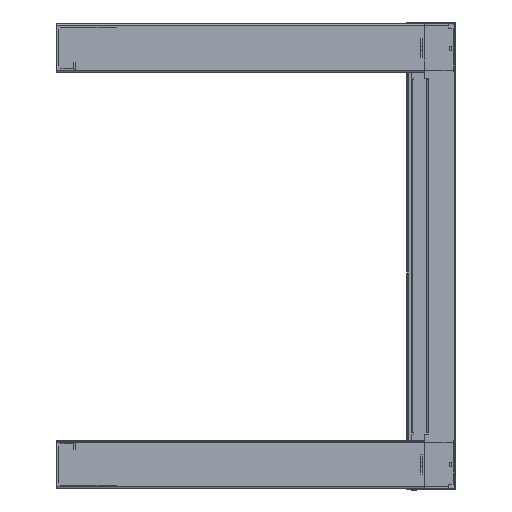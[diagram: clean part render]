
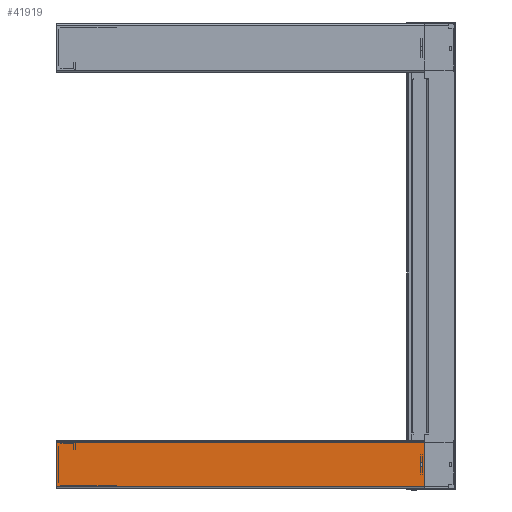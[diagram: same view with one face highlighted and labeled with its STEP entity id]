
A CAD part, front view. The second image highlights one B-rep face of the part: STEP entity #41919.
In plain terms, the highlighted planar face has unit normal (0, -1, 0).
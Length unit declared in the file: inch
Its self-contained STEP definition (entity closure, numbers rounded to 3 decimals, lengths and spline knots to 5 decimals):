
#612 = DIRECTION ( 'NONE',  ( 0., 0., -1. ) ) ;
#1072 = CARTESIAN_POINT ( 'NONE',  ( -0.98425, 0., 8.83858 ) ) ;
#1131 = VERTEX_POINT ( 'NONE', #28682 ) ;
#1368 = EDGE_CURVE ( 'NONE', #43289, #42627, #3635, .T. ) ;
#1375 = VECTOR ( 'NONE', #21686, 39.37008 ) ;
#2439 = VECTOR ( 'NONE', #28274, 39.37008 ) ;
#3635 = LINE ( 'NONE', #7725, #2439 ) ;
#3824 = ORIENTED_EDGE ( 'NONE', *, *, #55444, .F. ) ;
#3900 = CARTESIAN_POINT ( 'NONE',  ( 1.08268, 0., 8.83858 ) ) ;
#5500 = VERTEX_POINT ( 'NONE', #7981 ) ;
#6122 = EDGE_CURVE ( 'NONE', #57496, #39442, #13703, .T. ) ;
#7131 = VERTEX_POINT ( 'NONE', #46299 ) ;
#7725 = CARTESIAN_POINT ( 'NONE',  ( 1.08268, 0., 8.83858 ) ) ;
#7981 = CARTESIAN_POINT ( 'NONE',  ( 0.08858, 0., 7.37205 ) ) ;
#8534 = VECTOR ( 'NONE', #47457, 39.37008 ) ;
#8653 = CARTESIAN_POINT ( 'NONE',  ( -0.08858, 0., 8.83858 ) ) ;
#10262 = ORIENTED_EDGE ( 'NONE', *, *, #43987, .F. ) ;
#10610 = VERTEX_POINT ( 'NONE', #26046 ) ;
#11671 = LINE ( 'NONE', #32223, #38091 ) ;
#11772 = VERTEX_POINT ( 'NONE', #47232 ) ;
#12206 = DIRECTION ( 'NONE',  ( -1., 0., 0. ) ) ;
#12991 = CARTESIAN_POINT ( 'NONE',  ( -0.08858, 0., 7.37205 ) ) ;
#13703 = LINE ( 'NONE', #8653, #23241 ) ;
#15581 = DIRECTION ( 'NONE',  ( 0., 0., 1. ) ) ;
#15914 = LINE ( 'NONE', #21959, #22903 ) ;
#16440 = ORIENTED_EDGE ( 'NONE', *, *, #1368, .F. ) ;
#17073 = CARTESIAN_POINT ( 'NONE',  ( 1.08268, 0., 8.64173 ) ) ;
#17997 = LINE ( 'NONE', #48404, #26121 ) ;
#18093 = DIRECTION ( 'NONE',  ( 0., 0., -1. ) ) ;
#18426 = EDGE_CURVE ( 'NONE', #10610, #38708, #39823, .T. ) ;
#20771 = DIRECTION ( 'NONE',  ( 1., 0., 0. ) ) ;
#21160 = CARTESIAN_POINT ( 'NONE',  ( 0.88583, 0., 8.83858 ) ) ;
#21686 = DIRECTION ( 'NONE',  ( 0., 0., 1. ) ) ;
#21959 = CARTESIAN_POINT ( 'NONE',  ( 0.08858, 0., 8.83858 ) ) ;
#22903 = VECTOR ( 'NONE', #15581, 39.37008 ) ;
#23207 = ORIENTED_EDGE ( 'NONE', *, *, #44595, .F. ) ;
#23241 = VECTOR ( 'NONE', #18093, 39.37008 ) ;
#23974 = LINE ( 'NONE', #60423, #51673 ) ;
#24058 = VECTOR ( 'NONE', #47188, 39.37008 ) ;
#25893 = LINE ( 'NONE', #37535, #1375 ) ;
#26046 = CARTESIAN_POINT ( 'NONE',  ( 0.08858, 0., 7.47047 ) ) ;
#26121 = VECTOR ( 'NONE', #54112, 39.37008 ) ;
#27687 = VECTOR ( 'NONE', #12206, 39.37008 ) ;
#28274 = DIRECTION ( 'NONE',  ( 1., 0., 0. ) ) ;
#28306 = EDGE_CURVE ( 'NONE', #41454, #7131, #31888, .T. ) ;
#28682 = CARTESIAN_POINT ( 'NONE',  ( 0.98425, 0., -8.83858 ) ) ;
#28885 = EDGE_LOOP ( 'NONE', ( #3824, #65363, #45828, #55885 ) ) ;
#29000 = VERTEX_POINT ( 'NONE', #52838 ) ;
#29192 = FACE_BOUND ( 'NONE', #28885, .T. ) ;
#29388 = ORIENTED_EDGE ( 'NONE', *, *, #28306, .F. ) ;
#29726 = DIRECTION ( 'NONE',  ( -1., 0., 0. ) ) ;
#29780 = ORIENTED_EDGE ( 'NONE', *, *, #46033, .F. ) ;
#29783 = CARTESIAN_POINT ( 'NONE',  ( 0.08858, 0., 8.83858 ) ) ;
#29959 = EDGE_CURVE ( 'NONE', #1131, #29000, #23974, .T. ) ;
#31624 = EDGE_CURVE ( 'NONE', #38708, #56117, #17997, .T. ) ;
#31888 = LINE ( 'NONE', #17073, #8534 ) ;
#32223 = CARTESIAN_POINT ( 'NONE',  ( 1.08268, 0., 7.37205 ) ) ;
#32317 = EDGE_CURVE ( 'NONE', #29000, #43289, #25893, .T. ) ;
#32753 = ORIENTED_EDGE ( 'NONE', *, *, #32317, .F. ) ;
#34475 = CARTESIAN_POINT ( 'NONE',  ( -0.08858, 0., 7.47047 ) ) ;
#35253 = DIRECTION ( 'NONE',  ( 0., 1., 0. ) ) ;
#35255 = VECTOR ( 'NONE', #612, 39.37008 ) ;
#37535 = CARTESIAN_POINT ( 'NONE',  ( -0.98425, 0., 8.83858 ) ) ;
#37684 = EDGE_LOOP ( 'NONE', ( #10262, #29780, #59467, #58603 ) ) ;
#38091 = VECTOR ( 'NONE', #20771, 39.37008 ) ;
#38138 = CARTESIAN_POINT ( 'NONE',  ( 1.08268, 0., 8.76969 ) ) ;
#38708 = VERTEX_POINT ( 'NONE', #34475 ) ;
#38970 = PLANE ( 'NONE',  #53808 ) ;
#39297 = DIRECTION ( 'NONE',  ( 0., 0., 1. ) ) ;
#39442 = VERTEX_POINT ( 'NONE', #56786 ) ;
#39823 = LINE ( 'NONE', #59814, #50495 ) ;
#40306 = LINE ( 'NONE', #55916, #63692 ) ;
#40726 = VERTEX_POINT ( 'NONE', #63085 ) ;
#41454 = VERTEX_POINT ( 'NONE', #59434 ) ;
#41727 = LINE ( 'NONE', #62360, #24058 ) ;
#41919 = ADVANCED_FACE ( 'NONE', ( #59943, #54893, #29192 ), #38970, .F. ) ;
#42627 = VERTEX_POINT ( 'NONE', #66649 ) ;
#43137 = ORIENTED_EDGE ( 'NONE', *, *, #66252, .F. ) ;
#43289 = VERTEX_POINT ( 'NONE', #1072 ) ;
#43987 = EDGE_CURVE ( 'NONE', #5500, #10610, #15914, .T. ) ;
#44538 = VECTOR ( 'NONE', #65526, 39.37008 ) ;
#44595 = EDGE_CURVE ( 'NONE', #7131, #1131, #41727, .T. ) ;
#44969 = ORIENTED_EDGE ( 'NONE', *, *, #29959, .F. ) ;
#45828 = ORIENTED_EDGE ( 'NONE', *, *, #6122, .F. ) ;
#46033 = EDGE_CURVE ( 'NONE', #56117, #5500, #11671, .T. ) ;
#46299 = CARTESIAN_POINT ( 'NONE',  ( 0.98425, 0., 8.64173 ) ) ;
#47188 = DIRECTION ( 'NONE',  ( 0., 0., -1. ) ) ;
#47232 = CARTESIAN_POINT ( 'NONE',  ( 0.08858, 0., 8.67126 ) ) ;
#47457 = DIRECTION ( 'NONE',  ( 1., 0., 0. ) ) ;
#47884 = EDGE_CURVE ( 'NONE', #40726, #57496, #47984, .T. ) ;
#47984 = LINE ( 'NONE', #38138, #27687 ) ;
#48404 = CARTESIAN_POINT ( 'NONE',  ( -0.08858, 0., 8.83858 ) ) ;
#48761 = EDGE_LOOP ( 'NONE', ( #43137, #16440, #32753, #44969, #23207, #29388 ) ) ;
#50495 = VECTOR ( 'NONE', #29726, 39.37008 ) ;
#51673 = VECTOR ( 'NONE', #59786, 39.37008 ) ;
#52838 = CARTESIAN_POINT ( 'NONE',  ( -0.98425, 0., -8.83858 ) ) ;
#52853 = EDGE_CURVE ( 'NONE', #39442, #11772, #40306, .T. ) ;
#53808 = AXIS2_PLACEMENT_3D ( 'NONE', #3900, #35253, #39297 ) ;
#54112 = DIRECTION ( 'NONE',  ( 0., 0., -1. ) ) ;
#54893 = FACE_BOUND ( 'NONE', #37684, .T. ) ;
#55444 = EDGE_CURVE ( 'NONE', #11772, #40726, #61835, .T. ) ;
#55885 = ORIENTED_EDGE ( 'NONE', *, *, #47884, .F. ) ;
#55916 = CARTESIAN_POINT ( 'NONE',  ( 1.08268, 0., 8.67126 ) ) ;
#56117 = VERTEX_POINT ( 'NONE', #12991 ) ;
#56786 = CARTESIAN_POINT ( 'NONE',  ( -0.08858, 0., 8.67126 ) ) ;
#57496 = VERTEX_POINT ( 'NONE', #60189 ) ;
#58603 = ORIENTED_EDGE ( 'NONE', *, *, #18426, .F. ) ;
#59434 = CARTESIAN_POINT ( 'NONE',  ( 0.88583, 0., 8.64173 ) ) ;
#59467 = ORIENTED_EDGE ( 'NONE', *, *, #31624, .F. ) ;
#59786 = DIRECTION ( 'NONE',  ( -1., 0., 0. ) ) ;
#59814 = CARTESIAN_POINT ( 'NONE',  ( 1.08268, 0., 7.47047 ) ) ;
#59943 = FACE_OUTER_BOUND ( 'NONE', #48761, .T. ) ;
#60189 = CARTESIAN_POINT ( 'NONE',  ( -0.08858, 0., 8.76969 ) ) ;
#60423 = CARTESIAN_POINT ( 'NONE',  ( 1.08268, 0., -8.83858 ) ) ;
#60945 = DIRECTION ( 'NONE',  ( 1., 0., 0. ) ) ;
#61835 = LINE ( 'NONE', #29783, #44538 ) ;
#62031 = LINE ( 'NONE', #21160, #35255 ) ;
#62360 = CARTESIAN_POINT ( 'NONE',  ( 0.98425, 0., 8.83858 ) ) ;
#63085 = CARTESIAN_POINT ( 'NONE',  ( 0.08858, 0., 8.76969 ) ) ;
#63692 = VECTOR ( 'NONE', #60945, 39.37008 ) ;
#65363 = ORIENTED_EDGE ( 'NONE', *, *, #52853, .F. ) ;
#65526 = DIRECTION ( 'NONE',  ( 0., 0., 1. ) ) ;
#66252 = EDGE_CURVE ( 'NONE', #42627, #41454, #62031, .T. ) ;
#66649 = CARTESIAN_POINT ( 'NONE',  ( 0.88583, 0., 8.83858 ) ) ;
